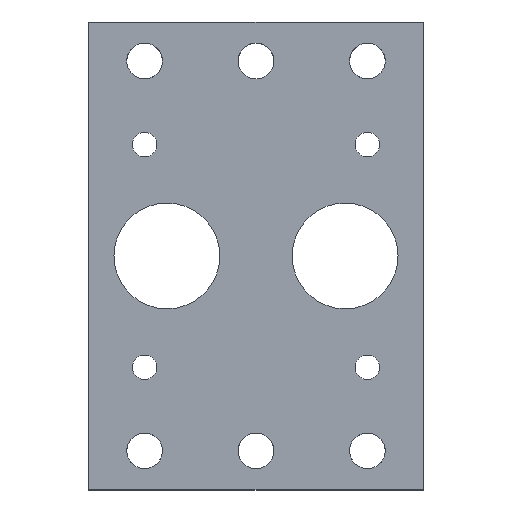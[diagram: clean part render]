
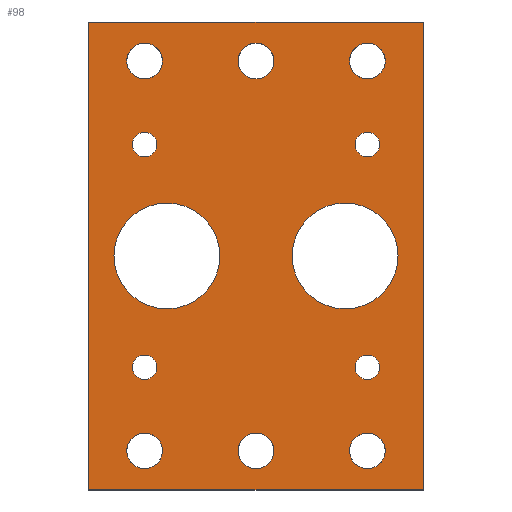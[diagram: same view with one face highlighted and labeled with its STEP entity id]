
A CAD part, top view. The second image highlights one B-rep face of the part: STEP entity #98.
In plain terms, the highlighted planar face has unit normal (0, 0, 1).
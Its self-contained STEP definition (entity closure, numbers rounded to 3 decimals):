
#62 = EDGE_CURVE('',#63,#65,#67,.T.);
#63 = VERTEX_POINT('',#64);
#64 = CARTESIAN_POINT('',(-15.,-21.,0.));
#65 = VERTEX_POINT('',#66);
#66 = CARTESIAN_POINT('',(15.,-21.,0.));
#67 = LINE('',#68,#69);
#68 = CARTESIAN_POINT('',(-15.,-21.,0.));
#69 = VECTOR('',#70,1.);
#70 = DIRECTION('',(1.,0.,0.));
#98 = ADVANCED_FACE('',(#99,#124,#135,#146,#157,#168,#179,#190,#201,#212
    ,#223,#234,#245),#256,.F.);
#99 = FACE_BOUND('',#100,.F.);
#100 = EDGE_LOOP('',(#101,#111,#117,#118));
#101 = ORIENTED_EDGE('',*,*,#102,.T.);
#102 = EDGE_CURVE('',#103,#105,#107,.T.);
#103 = VERTEX_POINT('',#104);
#104 = CARTESIAN_POINT('',(-15.,21.,0.));
#105 = VERTEX_POINT('',#106);
#106 = CARTESIAN_POINT('',(15.,21.,0.));
#107 = LINE('',#108,#109);
#108 = CARTESIAN_POINT('',(-15.,21.,0.));
#109 = VECTOR('',#110,1.);
#110 = DIRECTION('',(1.,0.,0.));
#111 = ORIENTED_EDGE('',*,*,#112,.T.);
#112 = EDGE_CURVE('',#105,#65,#113,.T.);
#113 = LINE('',#114,#115);
#114 = CARTESIAN_POINT('',(15.,21.,0.));
#115 = VECTOR('',#116,1.);
#116 = DIRECTION('',(0.,-1.,0.));
#117 = ORIENTED_EDGE('',*,*,#62,.F.);
#118 = ORIENTED_EDGE('',*,*,#119,.F.);
#119 = EDGE_CURVE('',#103,#63,#120,.T.);
#120 = LINE('',#121,#122);
#121 = CARTESIAN_POINT('',(-15.,21.,0.));
#122 = VECTOR('',#123,1.);
#123 = DIRECTION('',(0.,-1.,0.));
#124 = FACE_BOUND('',#125,.F.);
#125 = EDGE_LOOP('',(#126));
#126 = ORIENTED_EDGE('',*,*,#127,.T.);
#127 = EDGE_CURVE('',#128,#128,#130,.T.);
#128 = VERTEX_POINT('',#129);
#129 = CARTESIAN_POINT('',(10.,19.1,0.));
#130 = CIRCLE('',#131,1.6);
#131 = AXIS2_PLACEMENT_3D('',#132,#133,#134);
#132 = CARTESIAN_POINT('',(10.,17.5,0.));
#133 = DIRECTION('',(0.,0.,1.));
#134 = DIRECTION('',(0.,1.,0.));
#135 = FACE_BOUND('',#136,.F.);
#136 = EDGE_LOOP('',(#137));
#137 = ORIENTED_EDGE('',*,*,#138,.T.);
#138 = EDGE_CURVE('',#139,#139,#141,.T.);
#139 = VERTEX_POINT('',#140);
#140 = CARTESIAN_POINT('',(11.1,10.,0.));
#141 = CIRCLE('',#142,1.1);
#142 = AXIS2_PLACEMENT_3D('',#143,#144,#145);
#143 = CARTESIAN_POINT('',(10.,10.,0.));
#144 = DIRECTION('',(0.,0.,1.));
#145 = DIRECTION('',(1.,0.,0.));
#146 = FACE_BOUND('',#147,.F.);
#147 = EDGE_LOOP('',(#148));
#148 = ORIENTED_EDGE('',*,*,#149,.T.);
#149 = EDGE_CURVE('',#150,#150,#152,.T.);
#150 = VERTEX_POINT('',#151);
#151 = CARTESIAN_POINT('',(12.75,0.,0.));
#152 = CIRCLE('',#153,4.75);
#153 = AXIS2_PLACEMENT_3D('',#154,#155,#156);
#154 = CARTESIAN_POINT('',(8.,0.,0.));
#155 = DIRECTION('',(0.,0.,1.));
#156 = DIRECTION('',(1.,0.,0.));
#157 = FACE_BOUND('',#158,.F.);
#158 = EDGE_LOOP('',(#159));
#159 = ORIENTED_EDGE('',*,*,#160,.T.);
#160 = EDGE_CURVE('',#161,#161,#163,.T.);
#161 = VERTEX_POINT('',#162);
#162 = CARTESIAN_POINT('',(11.1,-10.,0.));
#163 = CIRCLE('',#164,1.1);
#164 = AXIS2_PLACEMENT_3D('',#165,#166,#167);
#165 = CARTESIAN_POINT('',(10.,-10.,0.));
#166 = DIRECTION('',(0.,0.,1.));
#167 = DIRECTION('',(1.,0.,0.));
#168 = FACE_BOUND('',#169,.F.);
#169 = EDGE_LOOP('',(#170));
#170 = ORIENTED_EDGE('',*,*,#171,.T.);
#171 = EDGE_CURVE('',#172,#172,#174,.T.);
#172 = VERTEX_POINT('',#173);
#173 = CARTESIAN_POINT('',(10.,-15.9,0.));
#174 = CIRCLE('',#175,1.6);
#175 = AXIS2_PLACEMENT_3D('',#176,#177,#178);
#176 = CARTESIAN_POINT('',(10.,-17.5,0.));
#177 = DIRECTION('',(0.,0.,1.));
#178 = DIRECTION('',(0.,1.,0.));
#179 = FACE_BOUND('',#180,.F.);
#180 = EDGE_LOOP('',(#181));
#181 = ORIENTED_EDGE('',*,*,#182,.T.);
#182 = EDGE_CURVE('',#183,#183,#185,.T.);
#183 = VERTEX_POINT('',#184);
#184 = CARTESIAN_POINT('',(0.,-15.9,0.));
#185 = CIRCLE('',#186,1.6);
#186 = AXIS2_PLACEMENT_3D('',#187,#188,#189);
#187 = CARTESIAN_POINT('',(0.,-17.5,0.));
#188 = DIRECTION('',(0.,0.,1.));
#189 = DIRECTION('',(0.,1.,0.));
#190 = FACE_BOUND('',#191,.F.);
#191 = EDGE_LOOP('',(#192));
#192 = ORIENTED_EDGE('',*,*,#193,.T.);
#193 = EDGE_CURVE('',#194,#194,#196,.T.);
#194 = VERTEX_POINT('',#195);
#195 = CARTESIAN_POINT('',(0.,19.1,0.));
#196 = CIRCLE('',#197,1.6);
#197 = AXIS2_PLACEMENT_3D('',#198,#199,#200);
#198 = CARTESIAN_POINT('',(0.,17.5,0.));
#199 = DIRECTION('',(0.,0.,1.));
#200 = DIRECTION('',(0.,1.,0.));
#201 = FACE_BOUND('',#202,.F.);
#202 = EDGE_LOOP('',(#203));
#203 = ORIENTED_EDGE('',*,*,#204,.T.);
#204 = EDGE_CURVE('',#205,#205,#207,.T.);
#205 = VERTEX_POINT('',#206);
#206 = CARTESIAN_POINT('',(-10.,19.1,0.));
#207 = CIRCLE('',#208,1.6);
#208 = AXIS2_PLACEMENT_3D('',#209,#210,#211);
#209 = CARTESIAN_POINT('',(-10.,17.5,0.));
#210 = DIRECTION('',(0.,0.,1.));
#211 = DIRECTION('',(0.,1.,0.));
#212 = FACE_BOUND('',#213,.F.);
#213 = EDGE_LOOP('',(#214));
#214 = ORIENTED_EDGE('',*,*,#215,.T.);
#215 = EDGE_CURVE('',#216,#216,#218,.T.);
#216 = VERTEX_POINT('',#217);
#217 = CARTESIAN_POINT('',(-8.9,10.,0.));
#218 = CIRCLE('',#219,1.1);
#219 = AXIS2_PLACEMENT_3D('',#220,#221,#222);
#220 = CARTESIAN_POINT('',(-10.,10.,0.));
#221 = DIRECTION('',(0.,0.,1.));
#222 = DIRECTION('',(1.,0.,0.));
#223 = FACE_BOUND('',#224,.F.);
#224 = EDGE_LOOP('',(#225));
#225 = ORIENTED_EDGE('',*,*,#226,.T.);
#226 = EDGE_CURVE('',#227,#227,#229,.T.);
#227 = VERTEX_POINT('',#228);
#228 = CARTESIAN_POINT('',(-3.25,0.,0.));
#229 = CIRCLE('',#230,4.75);
#230 = AXIS2_PLACEMENT_3D('',#231,#232,#233);
#231 = CARTESIAN_POINT('',(-8.,0.,0.));
#232 = DIRECTION('',(0.,0.,1.));
#233 = DIRECTION('',(1.,0.,0.));
#234 = FACE_BOUND('',#235,.F.);
#235 = EDGE_LOOP('',(#236));
#236 = ORIENTED_EDGE('',*,*,#237,.T.);
#237 = EDGE_CURVE('',#238,#238,#240,.T.);
#238 = VERTEX_POINT('',#239);
#239 = CARTESIAN_POINT('',(-8.9,-10.,0.));
#240 = CIRCLE('',#241,1.1);
#241 = AXIS2_PLACEMENT_3D('',#242,#243,#244);
#242 = CARTESIAN_POINT('',(-10.,-10.,0.));
#243 = DIRECTION('',(0.,0.,1.));
#244 = DIRECTION('',(1.,0.,0.));
#245 = FACE_BOUND('',#246,.F.);
#246 = EDGE_LOOP('',(#247));
#247 = ORIENTED_EDGE('',*,*,#248,.T.);
#248 = EDGE_CURVE('',#249,#249,#251,.T.);
#249 = VERTEX_POINT('',#250);
#250 = CARTESIAN_POINT('',(-10.,-15.9,0.));
#251 = CIRCLE('',#252,1.6);
#252 = AXIS2_PLACEMENT_3D('',#253,#254,#255);
#253 = CARTESIAN_POINT('',(-10.,-17.5,0.));
#254 = DIRECTION('',(0.,0.,1.));
#255 = DIRECTION('',(0.,1.,0.));
#256 = PLANE('',#257);
#257 = AXIS2_PLACEMENT_3D('',#258,#259,#260);
#258 = CARTESIAN_POINT('',(-15.,21.,0.));
#259 = DIRECTION('',(0.,0.,-1.));
#260 = DIRECTION('',(0.,-1.,0.));
